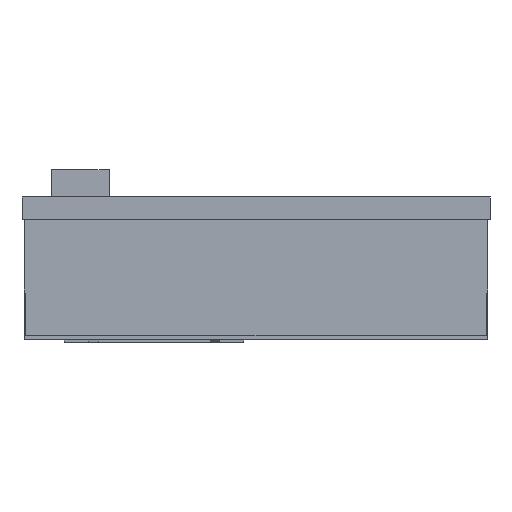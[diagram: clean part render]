
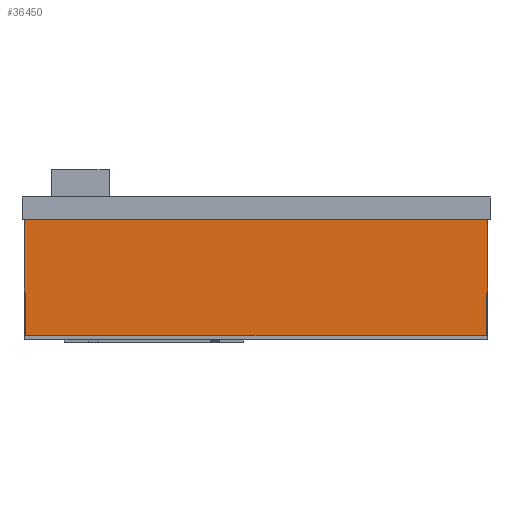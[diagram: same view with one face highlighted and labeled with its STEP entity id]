
A CAD part, front view. The second image highlights one B-rep face of the part: STEP entity #36450.
In plain terms, the highlighted planar face has unit normal (0, -1, 0).
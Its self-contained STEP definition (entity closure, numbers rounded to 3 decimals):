
#4495 = CARTESIAN_POINT ( 'NONE',  ( -124.2, -240., 2.1 ) ) ;
#4497 = CARTESIAN_POINT ( 'NONE',  ( -125., -240., 25.26 ) ) ;
#4498 = CARTESIAN_POINT ( 'NONE',  ( -125., -240., 65.1 ) ) ;
#4500 = CARTESIAN_POINT ( 'NONE',  ( 124.2, -240., 25.26 ) ) ;
#4502 = CARTESIAN_POINT ( 'NONE',  ( 125., -240., 25.26 ) ) ;
#4503 = CARTESIAN_POINT ( 'NONE',  ( -124.2, -240., 25.26 ) ) ;
#4504 = CARTESIAN_POINT ( 'NONE',  ( 125., -240., 65.1 ) ) ;
#4519 = CARTESIAN_POINT ( 'NONE',  ( 124.2, -240., 2.1 ) ) ;
#11067 = LINE ( 'NONE', #11293, #36104 ) ;
#11280 = LINE ( 'NONE', #11283, #36134 ) ;
#11283 = CARTESIAN_POINT ( 'NONE',  ( 125., -240., 77.1 ) ) ;
#11285 = DIRECTION ( 'NONE',  ( 0., 0., -1. ) ) ;
#11287 = LINE ( 'NONE', #11289, #36135 ) ;
#11289 = CARTESIAN_POINT ( 'NONE',  ( -125., -240., 65.1 ) ) ;
#11291 = DIRECTION ( 'NONE',  ( -1., 0., 0. ) ) ;
#11293 = CARTESIAN_POINT ( 'NONE',  ( -125., -240., 77.1 ) ) ;
#11297 = DIRECTION ( 'NONE',  ( 0., 0., -1. ) ) ;
#11298 = LINE ( 'NONE', #11301, #36137 ) ;
#11301 = CARTESIAN_POINT ( 'NONE',  ( -124.2, -240., 25.26 ) ) ;
#11303 = DIRECTION ( 'NONE',  ( -1., 0., 0. ) ) ;
#11305 = LINE ( 'NONE', #11308, #36138 ) ;
#11308 = CARTESIAN_POINT ( 'NONE',  ( -124.2, -240., 0. ) ) ;
#11309 = DIRECTION ( 'NONE',  ( 0., 0., -1. ) ) ;
#11311 = LINE ( 'NONE', #11314, #36139 ) ;
#11314 = CARTESIAN_POINT ( 'NONE',  ( -125., -240., 2.1 ) ) ;
#11316 = DIRECTION ( 'NONE',  ( 1., 0., 0. ) ) ;
#11318 = LINE ( 'NONE', #11320, #36140 ) ;
#11320 = CARTESIAN_POINT ( 'NONE',  ( 124.2, -240., 0. ) ) ;
#11322 = DIRECTION ( 'NONE',  ( 0., 0., -1. ) ) ;
#11324 = LINE ( 'NONE', #11327, #36141 ) ;
#11327 = CARTESIAN_POINT ( 'NONE',  ( 124.2, -240., 25.26 ) ) ;
#11329 = DIRECTION ( 'NONE',  ( 1., 0., 0. ) ) ;
#13356 = VERTEX_POINT ( 'NONE', #4495 ) ;
#13358 = VERTEX_POINT ( 'NONE', #4497 ) ;
#13359 = VERTEX_POINT ( 'NONE', #4498 ) ;
#13361 = VERTEX_POINT ( 'NONE', #4500 ) ;
#13363 = VERTEX_POINT ( 'NONE', #4502 ) ;
#13364 = VERTEX_POINT ( 'NONE', #4503 ) ;
#13365 = VERTEX_POINT ( 'NONE', #4504 ) ;
#13380 = VERTEX_POINT ( 'NONE', #4519 ) ;
#19907 = EDGE_CURVE ( 'NONE', #13365, #13363, #11280, .T. ) ;
#19908 = EDGE_CURVE ( 'NONE', #13365, #13359, #11287, .T. ) ;
#19909 = EDGE_CURVE ( 'NONE', #13359, #13358, #11067, .T. ) ;
#19910 = EDGE_CURVE ( 'NONE', #13364, #13358, #11298, .T. ) ;
#19911 = EDGE_CURVE ( 'NONE', #13364, #13356, #11305, .T. ) ;
#19912 = EDGE_CURVE ( 'NONE', #13356, #13380, #11311, .T. ) ;
#19913 = EDGE_CURVE ( 'NONE', #13361, #13380, #11318, .T. ) ;
#19914 = EDGE_CURVE ( 'NONE', #13361, #13363, #11324, .T. ) ;
#22405 = FACE_OUTER_BOUND ( 'NONE', #24268, .T. ) ;
#22442 = PLANE ( 'NONE',  #36306 ) ;
#22443 = CARTESIAN_POINT ( 'NONE',  ( -125., -240., 77.1 ) ) ;
#22444 = DIRECTION ( 'NONE',  ( 0., 1., 0. ) ) ;
#22445 = DIRECTION ( 'NONE',  ( 0., 0., 1. ) ) ;
#24268 = EDGE_LOOP ( 'NONE', ( #29882, #29883, #29884, #29885, #29886, #29887, #29888, #29889 ) ) ;
#29882 = ORIENTED_EDGE ( 'NONE', *, *, #19907, .F. ) ;
#29883 = ORIENTED_EDGE ( 'NONE', *, *, #19908, .T. ) ;
#29884 = ORIENTED_EDGE ( 'NONE', *, *, #19909, .T. ) ;
#29885 = ORIENTED_EDGE ( 'NONE', *, *, #19910, .F. ) ;
#29886 = ORIENTED_EDGE ( 'NONE', *, *, #19911, .T. ) ;
#29887 = ORIENTED_EDGE ( 'NONE', *, *, #19912, .T. ) ;
#29888 = ORIENTED_EDGE ( 'NONE', *, *, #19913, .F. ) ;
#29889 = ORIENTED_EDGE ( 'NONE', *, *, #19914, .T. ) ;
#36104 = VECTOR ( 'NONE', #11297, 1000. ) ;
#36134 = VECTOR ( 'NONE', #11285, 1000. ) ;
#36135 = VECTOR ( 'NONE', #11291, 1000. ) ;
#36137 = VECTOR ( 'NONE', #11303, 1000. ) ;
#36138 = VECTOR ( 'NONE', #11309, 1000. ) ;
#36139 = VECTOR ( 'NONE', #11316, 1000. ) ;
#36140 = VECTOR ( 'NONE', #11322, 1000. ) ;
#36141 = VECTOR ( 'NONE', #11329, 1000. ) ;
#36306 = AXIS2_PLACEMENT_3D ( 'NONE', #22443, #22444, #22445 ) ;
#36450 = ADVANCED_FACE ( 'NONE', ( #22405 ), #22442, .F. ) ;
